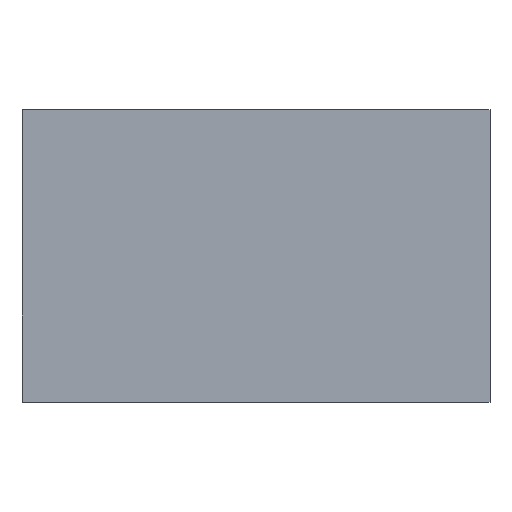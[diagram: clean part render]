
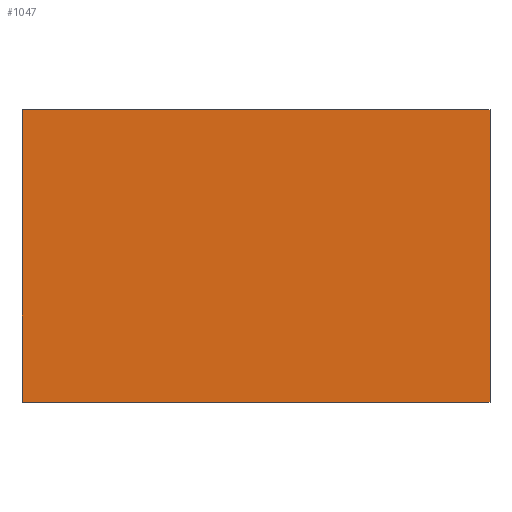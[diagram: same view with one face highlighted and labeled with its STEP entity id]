
A CAD part, top view. The second image highlights one B-rep face of the part: STEP entity #1047.
In plain terms, the highlighted planar face has unit normal (0, 0, 1).
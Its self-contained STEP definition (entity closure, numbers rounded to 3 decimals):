
#122=LINE('',#1897,#229);
#124=LINE('',#1901,#231);
#126=LINE('',#1905,#233);
#128=LINE('',#1908,#235);
#229=VECTOR('',#1269,10.);
#231=VECTOR('',#1273,10.);
#233=VECTOR('',#1277,10.);
#235=VECTOR('',#1281,10.);
#315=FACE_OUTER_BOUND('',#376,.T.);
#376=EDGE_LOOP('',(#945,#946,#947,#948));
#512=VERTEX_POINT('',#1894);
#513=VERTEX_POINT('',#1896);
#514=VERTEX_POINT('',#1900);
#515=VERTEX_POINT('',#1904);
#656=EDGE_CURVE('',#512,#513,#122,.T.);
#658=EDGE_CURVE('',#513,#514,#124,.T.);
#660=EDGE_CURVE('',#514,#515,#126,.T.);
#662=EDGE_CURVE('',#515,#512,#128,.T.);
#945=ORIENTED_EDGE('',*,*,#656,.F.);
#946=ORIENTED_EDGE('',*,*,#662,.F.);
#947=ORIENTED_EDGE('',*,*,#660,.F.);
#948=ORIENTED_EDGE('',*,*,#658,.F.);
#991=PLANE('',#1103);
#1047=ADVANCED_FACE('',(#315),#991,.T.);
#1103=AXIS2_PLACEMENT_3D('',#1909,#1282,#1283);
#1269=DIRECTION('',(0.,-1.,0.));
#1273=DIRECTION('',(-1.,0.,0.));
#1277=DIRECTION('',(0.,1.,0.));
#1281=DIRECTION('',(1.,0.,0.));
#1282=DIRECTION('center_axis',(0.,0.,1.));
#1283=DIRECTION('ref_axis',(1.,0.,0.));
#1894=CARTESIAN_POINT('',(1.,0.625,0.5));
#1896=CARTESIAN_POINT('',(1.,-0.625,0.5));
#1897=CARTESIAN_POINT('',(1.,0.625,0.5));
#1900=CARTESIAN_POINT('',(-1.,-0.625,0.5));
#1901=CARTESIAN_POINT('',(1.,-0.625,0.5));
#1904=CARTESIAN_POINT('',(-1.,0.625,0.5));
#1905=CARTESIAN_POINT('',(-1.,-0.625,0.5));
#1908=CARTESIAN_POINT('',(-1.,0.625,0.5));
#1909=CARTESIAN_POINT('Origin',(0.,0.,0.5));
